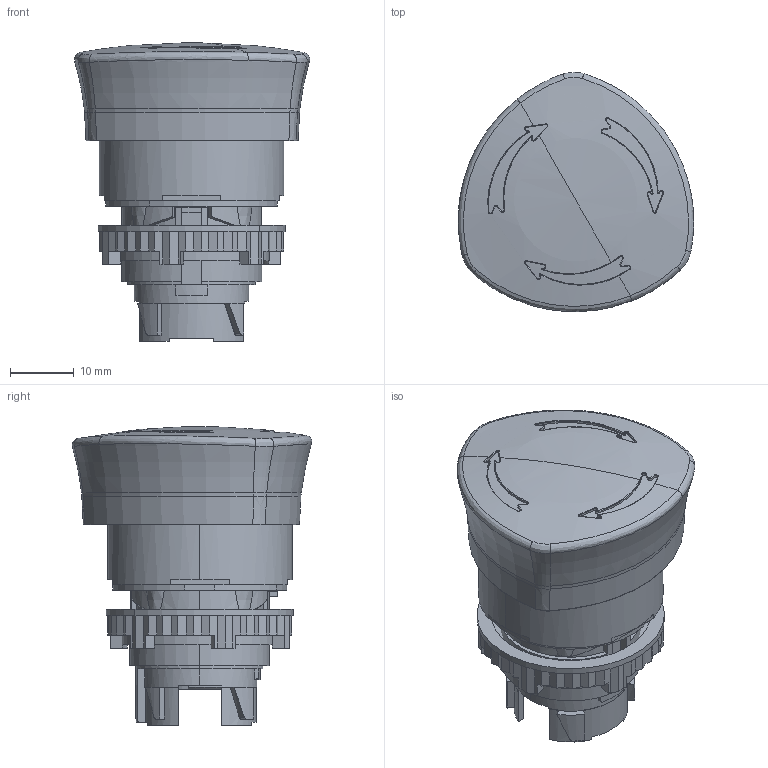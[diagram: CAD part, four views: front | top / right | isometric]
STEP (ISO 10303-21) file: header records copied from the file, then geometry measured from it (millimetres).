
FILE_DESCRIPTION(('CATIA V5 STEP Exchange'),'2;1');
FILE_NAME('L22EM10.stp','2011-03-09T07:19:31+00:00',('none'),('none'),'CATIA Version 5 Release 19 SP 5 (IN-10)','CATIA V5 STEP AP214','none');
FILE_SCHEMA(('AUTOMOTIVE_DESIGN { 1 0 10303 214 1 1 1 1 }'));
Length unit declared in the file: millimetre
Products named in the file (6): L22EM10; 074228000; 056017000; 032160000; 051912000; 075121001
Assembly tree (5 placements, depth 2):
  L22EM10
    074228000
    056017000
    032160000
    051912000
    075121001
Bounding box: 36.98 x 37.59 x 46.95 mm (x, y, z)
Volume: 15719.4 mm3; surface area: 22473.8 mm2
Topology: 5 solids, 5 shells, 977 faces, 2714 edges, 1747 vertices
Faces by surface type: plane 465, cylinder 236, bspline 91, cone 84, torus 66, sphere 23, extrusion 12
Entity records: 43663 total; most frequent: CARTESIAN_POINT 16145, ORIENTED_EDGE 5408, DIRECTION 3291, EDGE_CURVE 2704, VERTEX_POINT 1747, AXIS2_PLACEMENT_3D 1439, VECTOR 1178, LINE 1166
